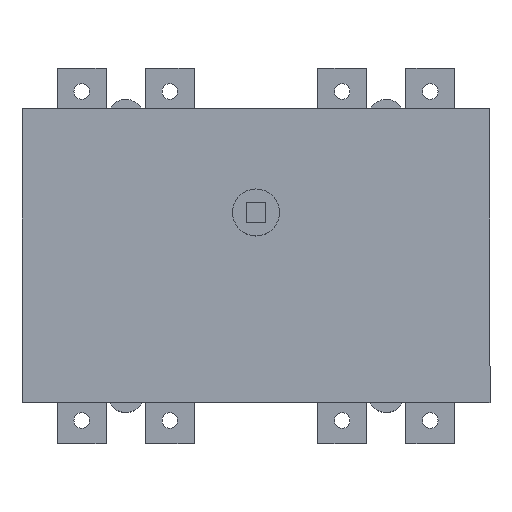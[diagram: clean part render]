
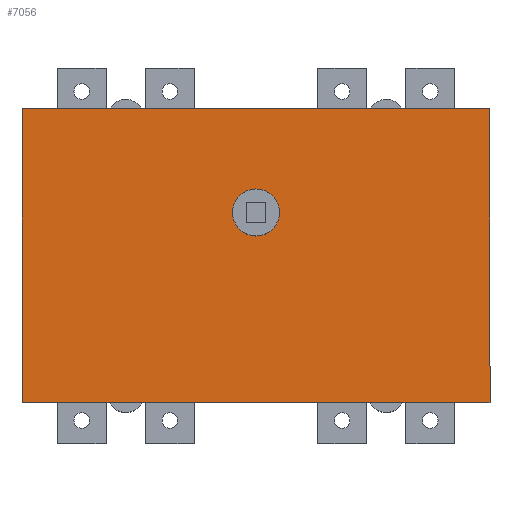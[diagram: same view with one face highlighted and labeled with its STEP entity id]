
A CAD part, top view. The second image highlights one B-rep face of the part: STEP entity #7056.
In plain terms, the highlighted planar face has unit normal (0, 0, 1).
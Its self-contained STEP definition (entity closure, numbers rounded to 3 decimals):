
#5152=CARTESIAN_POINT('',(105.5,22.,146.));
#5153=VERTEX_POINT('',#5152);
#5169=CARTESIAN_POINT('',(129.5,22.,146.));
#5170=VERTEX_POINT('',#5169);
#5177=CARTESIAN_POINT('',(117.5,22.,146.));
#5178=DIRECTION('',(0.0,0.0,-1.0));
#5179=DIRECTION('',(-1.0,0.0,0.0));
#5180=AXIS2_PLACEMENT_3D('',#5177,#5178,#5179);
#5181=CIRCLE('',#5180,12.);
#5182=EDGE_CURVE('',#5153,#5170,#5181,.T.);
#6979=CARTESIAN_POINT('',(117.5,22.,146.));
#6980=DIRECTION('',(0.0,0.0,-1.0));
#6981=DIRECTION('',(-1.0,0.0,0.0));
#6982=AXIS2_PLACEMENT_3D('',#6979,#6980,#6981);
#6983=CIRCLE('',#6982,12.);
#6984=EDGE_CURVE('',#5170,#5153,#6983,.T.);
#7013=CARTESIAN_POINT('',(117.5,0.,146.));
#7014=DIRECTION('',(0.0,0.0,1.0));
#7015=DIRECTION('',(1.0,0.0,0.0));
#7016=AXIS2_PLACEMENT_3D('',#7013,#7014,#7015);
#7017=PLANE('',#7016);
#7018=CARTESIAN_POINT('',(-2.,-75.,146.));
#7019=VERTEX_POINT('',#7018);
#7020=CARTESIAN_POINT('',(-2.,75.,146.));
#7021=VERTEX_POINT('',#7020);
#7022=CARTESIAN_POINT('',(-2.,-75.,146.0));
#7023=DIRECTION('',(0.0,1.0,0.0));
#7024=VECTOR('',#7023,150.);
#7025=LINE('',#7022,#7024);
#7026=EDGE_CURVE('',#7019,#7021,#7025,.T.);
#7027=ORIENTED_EDGE('',*,*,#7026,.F.);
#7028=CARTESIAN_POINT('',(237.,-75.,146.));
#7029=VERTEX_POINT('',#7028);
#7030=CARTESIAN_POINT('',(237.,-75.,146.0));
#7031=DIRECTION('',(-1.0,0.0,0.0));
#7032=VECTOR('',#7031,239.);
#7033=LINE('',#7030,#7032);
#7034=EDGE_CURVE('',#7029,#7019,#7033,.T.);
#7035=ORIENTED_EDGE('',*,*,#7034,.F.);
#7036=CARTESIAN_POINT('',(237.0,75.,146.));
#7037=VERTEX_POINT('',#7036);
#7038=CARTESIAN_POINT('',(237.0,75.,146.0));
#7039=DIRECTION('',(0.0,-1.0,0.0));
#7040=VECTOR('',#7039,150.0);
#7041=LINE('',#7038,#7040);
#7042=EDGE_CURVE('',#7037,#7029,#7041,.T.);
#7043=ORIENTED_EDGE('',*,*,#7042,.F.);
#7044=CARTESIAN_POINT('',(-2.,75.0,146.0));
#7045=DIRECTION('',(1.0,0.0,0.0));
#7046=VECTOR('',#7045,239.);
#7047=LINE('',#7044,#7046);
#7048=EDGE_CURVE('',#7021,#7037,#7047,.T.);
#7049=ORIENTED_EDGE('',*,*,#7048,.F.);
#7050=EDGE_LOOP('',(#7027,#7035,#7043,#7049));
#7051=FACE_OUTER_BOUND('',#7050,.T.);
#7052=ORIENTED_EDGE('',*,*,#6984,.T.);
#7053=ORIENTED_EDGE('',*,*,#5182,.T.);
#7054=EDGE_LOOP('',(#7052,#7053));
#7055=FACE_BOUND('',#7054,.T.);
#7056=ADVANCED_FACE('',(#7051,#7055),#7017,.T.);
